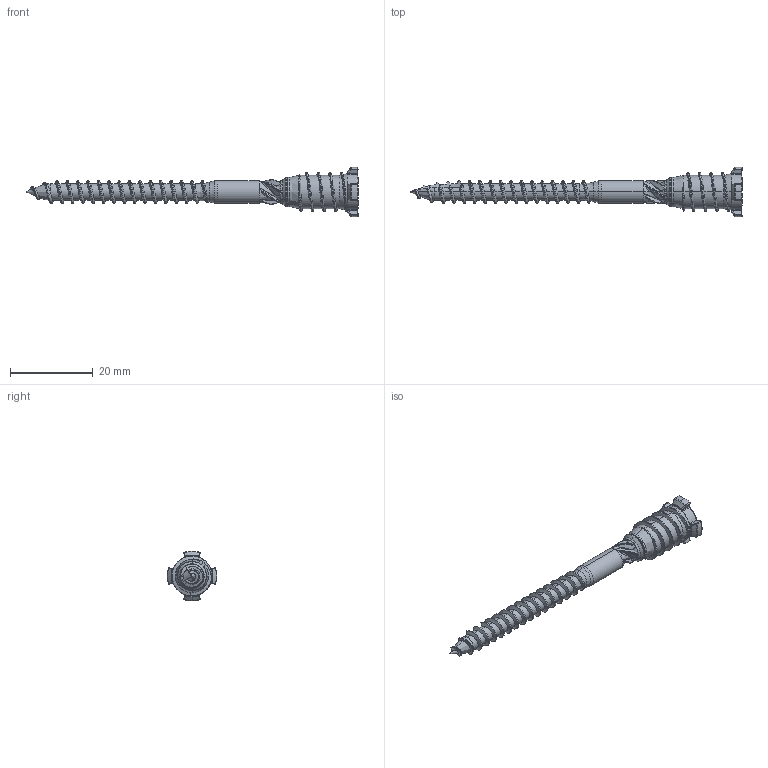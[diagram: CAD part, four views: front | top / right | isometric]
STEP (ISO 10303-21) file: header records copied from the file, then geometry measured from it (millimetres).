
FILE_DESCRIPTION (( 'STEP AP203' ), '1' );
FILE_NAME ('TopStar 3-18.STEP', '2020-09-25T14:21:50', ( '' ), ( '' ), 'SwSTEP 2.0', 'SolidWorks 2015', '' );
FILE_SCHEMA (( 'CONFIG_CONTROL_DESIGN' ));
Length unit declared in the file: millimetre
Products named in the file (1): TopStar 3-18
Bounding box: 80 x 12 x 12 mm (x, y, z)
Volume: 1865.8 mm3; surface area: 2199.8 mm2
Topology: 2 solids, 2 shells, 561 faces, 1381 edges, 804 vertices
Faces by surface type: bspline 379, cylinder 135, plane 32, cone 15
Entity records: 48815 total; most frequent: CARTESIAN_POINT 38603, ORIENTED_EDGE 2714, EDGE_CURVE 1357, DIRECTION 1142, B_SPLINE_CURVE_WITH_KNOTS 807, VERTEX_POINT 804, EDGE_LOOP 565, FACE_OUTER_BOUND 561
